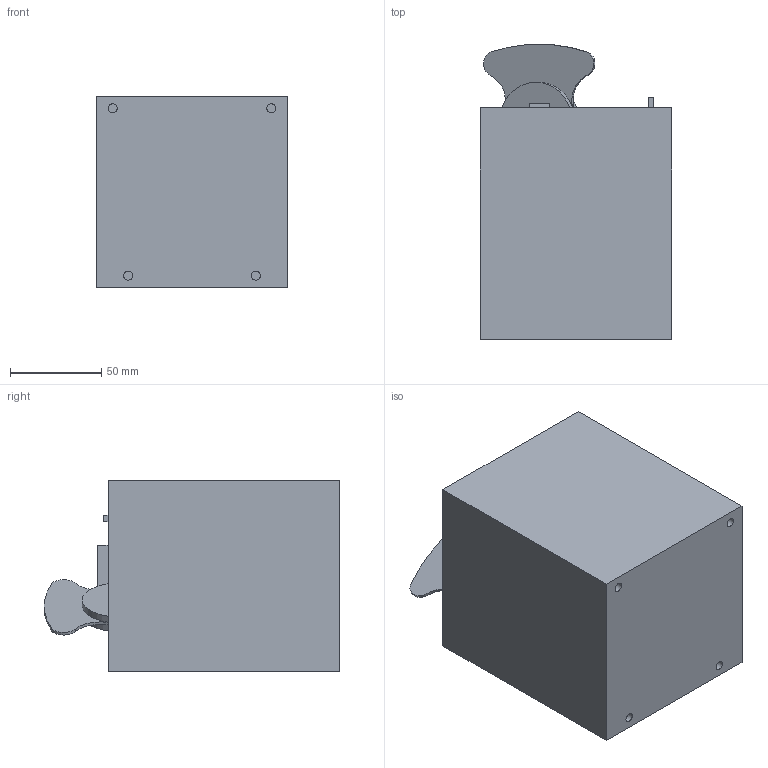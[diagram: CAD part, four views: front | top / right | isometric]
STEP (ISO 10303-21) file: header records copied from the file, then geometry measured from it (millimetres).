
FILE_DESCRIPTION (( 'STEP AP214' ), '1' );
FILE_NAME ('椿-35-37.STEP', '2018-06-12T21:29:14', ( '' ), ( '' ), 'SwSTEP 2.0', 'SolidWorks 2014', '' );
FILE_SCHEMA (( 'AUTOMOTIVE_DESIGN' ));
Length unit declared in the file: millimetre
Products named in the file (1): 椿-35-37
Bounding box: 105 x 162 x 105 mm (x, y, z)
Volume: 1398951.3 mm3; surface area: 83093.6 mm2
Topology: 2 solids, 2 shells, 55 faces, 118 edges, 76 vertices
Faces by surface type: plane 37, cylinder 18
Full cylindrical faces by diameter (mm): 5 x4, 16 x1, 22 x1, 45 x1
Entity records: 1500 total; most frequent: DIRECTION 259, CARTESIAN_POINT 259, ORIENTED_EDGE 220, EDGE_CURVE 110, AXIS2_PLACEMENT_3D 95, VERTEX_POINT 75, EDGE_LOOP 71, LINE 69
